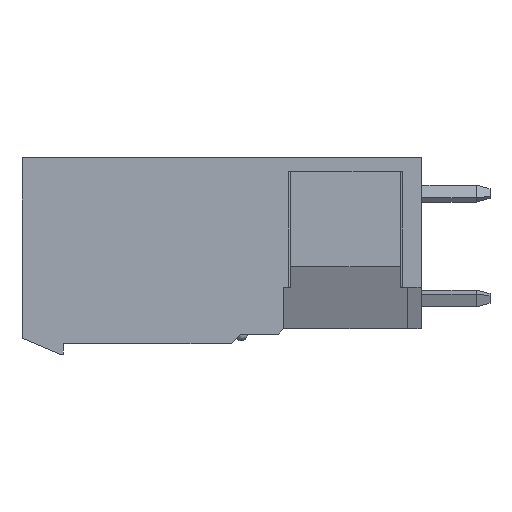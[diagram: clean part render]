
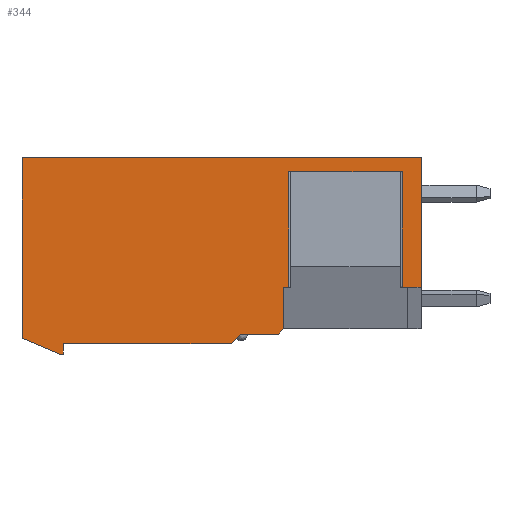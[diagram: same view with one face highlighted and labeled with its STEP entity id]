
A CAD part, left-side view. The second image highlights one B-rep face of the part: STEP entity #344.
In plain terms, the highlighted free-form (B-spline) face has degree [1, 1] with [2, 2] control points.
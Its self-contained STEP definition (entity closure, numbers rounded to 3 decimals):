
#65=CARTESIAN_POINT('',(-11.43,10.,-9.4));
#66=VERTEX_POINT('',#65);
#72=CARTESIAN_POINT('',(-11.43,10.,-12.4));
#73=VERTEX_POINT('',#72);
#74=CARTESIAN_POINT('',(-11.43,10.,-9.4));
#75=CARTESIAN_POINT('',(-11.43,10.,-12.4));
#76=B_SPLINE_CURVE_WITH_KNOTS('',1,(#74,#75),.POLYLINE_FORM.,.F.,.U.,(2,2),(0.,1.),.UNSPECIFIED.);
#77=EDGE_CURVE('',#66,#73,#76,.T.);
#142=CARTESIAN_POINT('',(-11.43,9.623,-1.));
#143=VERTEX_POINT('',#142);
#175=CARTESIAN_POINT('',(-11.43,1.377,-1.));
#176=VERTEX_POINT('',#175);
#185=CARTESIAN_POINT('',(-11.43,1.377,-1.));
#186=CARTESIAN_POINT('',(-11.43,9.623,-1.));
#187=B_SPLINE_CURVE_WITH_KNOTS('',1,(#185,#186),.POLYLINE_FORM.,.F.,.U.,(2,2),(0.,1.),.UNSPECIFIED.);
#188=EDGE_CURVE('',#176,#143,#187,.T.);
#220=CARTESIAN_POINT('',(-11.43,9.623,-9.4));
#221=VERTEX_POINT('',#220);
#222=CARTESIAN_POINT('',(-11.43,9.623,-9.4));
#223=CARTESIAN_POINT('',(-11.43,10.,-9.4));
#224=B_SPLINE_CURVE_WITH_KNOTS('',1,(#222,#223),.POLYLINE_FORM.,.F.,.U.,(2,2),(0.,1.),.UNSPECIFIED.);
#225=EDGE_CURVE('',#221,#66,#224,.T.);
#240=CARTESIAN_POINT('',(-11.43,48.468,48.468));
#241=CARTESIAN_POINT('',(-11.43,-48.468,48.468));
#242=CARTESIAN_POINT('',(-11.43,48.468,-48.468));
#243=CARTESIAN_POINT('',(-11.43,-48.468,-48.468));
#244=B_SPLINE_SURFACE_WITH_KNOTS('',1,1,((#240,#241),(#242,#243)),.PLANE_SURF.,.F.,.F.,.U.,(2,2),(2,2),(0.,1.),(0.,1.),.UNSPECIFIED.);
#245=ORIENTED_EDGE('',*,*,#188,.F.);
#246=CARTESIAN_POINT('',(-11.43,1.377,-9.4));
#247=VERTEX_POINT('',#246);
#248=CARTESIAN_POINT('',(-11.43,1.377,-1.));
#249=CARTESIAN_POINT('',(-11.43,1.377,-9.4));
#250=B_SPLINE_CURVE_WITH_KNOTS('',1,(#248,#249),.POLYLINE_FORM.,.F.,.U.,(2,2),(0.,1.),.UNSPECIFIED.);
#251=EDGE_CURVE('',#176,#247,#250,.T.);
#252=ORIENTED_EDGE('',*,*,#251,.T.);
#253=CARTESIAN_POINT('',(-11.43,1.,-9.4));
#254=VERTEX_POINT('',#253);
#255=CARTESIAN_POINT('',(-11.43,1.377,-9.4));
#256=CARTESIAN_POINT('',(-11.43,1.,-9.4));
#257=B_SPLINE_CURVE_WITH_KNOTS('',1,(#255,#256),.POLYLINE_FORM.,.F.,.U.,(2,2),(0.,1.),.UNSPECIFIED.);
#258=EDGE_CURVE('',#247,#254,#257,.T.);
#259=ORIENTED_EDGE('',*,*,#258,.T.);
#260=CARTESIAN_POINT('',(-11.43,0.,-9.4));
#261=VERTEX_POINT('',#260);
#262=CARTESIAN_POINT('',(-11.43,1.,-9.4));
#263=CARTESIAN_POINT('',(-11.43,0.,-9.4));
#264=B_SPLINE_CURVE_WITH_KNOTS('',1,(#262,#263),.POLYLINE_FORM.,.F.,.U.,(2,2),(0.,1.),.UNSPECIFIED.);
#265=EDGE_CURVE('',#254,#261,#264,.T.);
#266=ORIENTED_EDGE('',*,*,#265,.T.);
#267=CARTESIAN_POINT('',(-11.43,0.,0.));
#268=VERTEX_POINT('',#267);
#269=CARTESIAN_POINT('',(-11.43,0.,-9.4));
#270=CARTESIAN_POINT('',(-11.43,0.,0.));
#271=B_SPLINE_CURVE_WITH_KNOTS('',1,(#269,#270),.POLYLINE_FORM.,.F.,.U.,(2,2),(0.,1.),.UNSPECIFIED.);
#272=EDGE_CURVE('',#261,#268,#271,.T.);
#273=ORIENTED_EDGE('',*,*,#272,.T.);
#274=CARTESIAN_POINT('',(-11.43,29.,0.));
#275=VERTEX_POINT('',#274);
#276=CARTESIAN_POINT('',(-11.43,0.,0.));
#277=CARTESIAN_POINT('',(-11.43,29.,0.));
#278=B_SPLINE_CURVE_WITH_KNOTS('',1,(#276,#277),.POLYLINE_FORM.,.F.,.U.,(2,2),(0.,1.),.UNSPECIFIED.);
#279=EDGE_CURVE('',#268,#275,#278,.T.);
#280=ORIENTED_EDGE('',*,*,#279,.T.);
#281=CARTESIAN_POINT('',(-11.43,29.,-13.1));
#282=VERTEX_POINT('',#281);
#283=CARTESIAN_POINT('',(-11.43,29.,0.));
#284=CARTESIAN_POINT('',(-11.43,29.,-13.1));
#285=B_SPLINE_CURVE_WITH_KNOTS('',1,(#283,#284),.POLYLINE_FORM.,.F.,.U.,(2,2),(0.,1.),.UNSPECIFIED.);
#286=EDGE_CURVE('',#275,#282,#285,.T.);
#287=ORIENTED_EDGE('',*,*,#286,.T.);
#288=CARTESIAN_POINT('',(-11.43,26.25,-14.25));
#289=VERTEX_POINT('',#288);
#290=CARTESIAN_POINT('',(-11.43,29.,-13.1));
#291=CARTESIAN_POINT('',(-11.43,26.25,-14.25));
#292=B_SPLINE_CURVE_WITH_KNOTS('',1,(#290,#291),.POLYLINE_FORM.,.F.,.U.,(2,2),(0.,1.),.UNSPECIFIED.);
#293=EDGE_CURVE('',#282,#289,#292,.T.);
#294=ORIENTED_EDGE('',*,*,#293,.T.);
#295=CARTESIAN_POINT('',(-11.43,26.,-14.25));
#296=VERTEX_POINT('',#295);
#297=CARTESIAN_POINT('',(-11.43,26.25,-14.25));
#298=CARTESIAN_POINT('',(-11.43,26.,-14.25));
#299=B_SPLINE_CURVE_WITH_KNOTS('',1,(#297,#298),.POLYLINE_FORM.,.F.,.U.,(2,2),(0.,1.),.UNSPECIFIED.);
#300=EDGE_CURVE('',#289,#296,#299,.T.);
#301=ORIENTED_EDGE('',*,*,#300,.T.);
#302=CARTESIAN_POINT('',(-11.43,26.,-13.5));
#303=VERTEX_POINT('',#302);
#304=CARTESIAN_POINT('',(-11.43,26.,-14.25));
#305=CARTESIAN_POINT('',(-11.43,26.,-13.5));
#306=B_SPLINE_CURVE_WITH_KNOTS('',1,(#304,#305),.POLYLINE_FORM.,.F.,.U.,(2,2),(0.,1.),.UNSPECIFIED.);
#307=EDGE_CURVE('',#296,#303,#306,.T.);
#308=ORIENTED_EDGE('',*,*,#307,.T.);
#309=CARTESIAN_POINT('',(-11.43,13.8,-13.5));
#310=VERTEX_POINT('',#309);
#311=CARTESIAN_POINT('',(-11.43,26.,-13.5));
#312=CARTESIAN_POINT('',(-11.43,13.8,-13.5));
#313=B_SPLINE_CURVE_WITH_KNOTS('',1,(#311,#312),.POLYLINE_FORM.,.F.,.U.,(2,2),(0.,1.),.UNSPECIFIED.);
#314=EDGE_CURVE('',#303,#310,#313,.T.);
#315=ORIENTED_EDGE('',*,*,#314,.T.);
#316=CARTESIAN_POINT('',(-11.43,13.1,-12.8));
#317=VERTEX_POINT('',#316);
#318=CARTESIAN_POINT('',(-11.43,13.8,-13.5));
#319=CARTESIAN_POINT('',(-11.43,13.1,-12.8));
#320=B_SPLINE_CURVE_WITH_KNOTS('',1,(#318,#319),.POLYLINE_FORM.,.F.,.U.,(2,2),(0.,1.),.UNSPECIFIED.);
#321=EDGE_CURVE('',#310,#317,#320,.T.);
#322=ORIENTED_EDGE('',*,*,#321,.T.);
#323=CARTESIAN_POINT('',(-11.43,10.4,-12.8));
#324=VERTEX_POINT('',#323);
#325=CARTESIAN_POINT('',(-11.43,13.1,-12.8));
#326=CARTESIAN_POINT('',(-11.43,10.4,-12.8));
#327=B_SPLINE_CURVE_WITH_KNOTS('',1,(#325,#326),.POLYLINE_FORM.,.F.,.U.,(2,2),(0.,1.),.UNSPECIFIED.);
#328=EDGE_CURVE('',#317,#324,#327,.T.);
#329=ORIENTED_EDGE('',*,*,#328,.T.);
#330=CARTESIAN_POINT('',(-11.43,10.4,-12.8));
#331=CARTESIAN_POINT('',(-11.43,10.,-12.4));
#332=B_SPLINE_CURVE_WITH_KNOTS('',1,(#330,#331),.POLYLINE_FORM.,.F.,.U.,(2,2),(0.,1.),.UNSPECIFIED.);
#333=EDGE_CURVE('',#324,#73,#332,.T.);
#334=ORIENTED_EDGE('',*,*,#333,.T.);
#335=ORIENTED_EDGE('',*,*,#77,.F.);
#336=ORIENTED_EDGE('',*,*,#225,.F.);
#337=CARTESIAN_POINT('',(-11.43,9.623,-9.4));
#338=CARTESIAN_POINT('',(-11.43,9.623,-1.));
#339=B_SPLINE_CURVE_WITH_KNOTS('',1,(#337,#338),.POLYLINE_FORM.,.F.,.U.,(2,2),(0.,1.),.UNSPECIFIED.);
#340=EDGE_CURVE('',#221,#143,#339,.T.);
#341=ORIENTED_EDGE('',*,*,#340,.T.);
#342=EDGE_LOOP('',(#245,#252,#259,#266,#273,#280,#287,#294,#301,#308,#315,#322,#329,#334,#335,#336,#341));
#343=FACE_OUTER_BOUND('',#342,.T.);
#344=ADVANCED_FACE('',(#343),#244,.T.);
